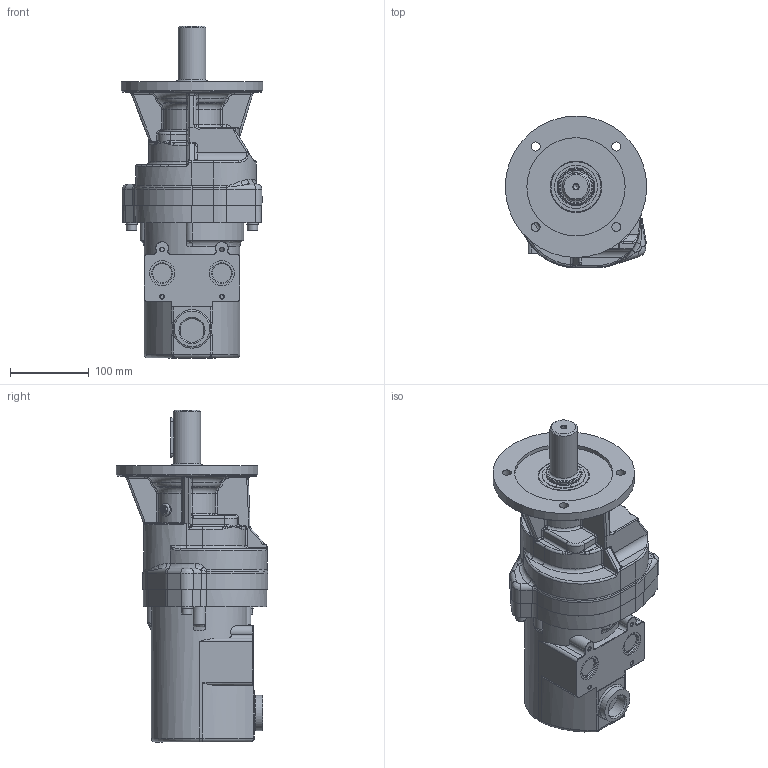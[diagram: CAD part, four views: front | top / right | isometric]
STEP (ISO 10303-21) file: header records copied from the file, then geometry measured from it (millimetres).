
FILE_DESCRIPTION(/* description */ ('MU 400-75 V 6kt'),/* implementation_level */ '2;1');
FILE_NAME(/* name */ 'MU 400-75 V 6kt_29928945.stp',/* time_stamp */ '2024-04-09T11:01:16+02:00',/* author */ ('DSteinicke'),/* organization */ (''),/* preprocessor_version */ 'ST-DEVELOPER v20',/* originating_system */ 'Autodesk Inventor 2024',/* authorisation */ '');
FILE_SCHEMA (('AUTOMOTIVE_DESIGN { 1 0 10303 214 3 1 1 }'));
Length unit declared in the file: millimetre
Products named in the file (1): 29928945
Bounding box: 180 x 193 x 422.5 mm (x, y, z)
Volume: 4976969.1 mm3; surface area: 269596.2 mm2
Topology: 2 solids, 10 shells, 769 faces, 1879 edges, 1140 vertices
Faces by surface type: plane 262, cylinder 257, bspline 135, torus 75, cone 33, sphere 7
Full cylindrical faces by diameter (mm): 2.5 x1, 2.8 x2, 3.9 x1, 4.2 x1, 4.917 x4, 4.99 x1, 5 x2, 6 x1, 6.647 x4, 7.4 x1, 7.9 x1, 8 x3, 9.5 x9, 10 x1, 11.5 x4, 13 x3, 16 x1, 24.117 x2, 30.291 x1, 32 x2, 35 x1, 42.5 x1, 45 x4, 47 x1, 55 x1, 65 x1, 65.6 x1, 125 x1, 180 x1
Entity records: 27723 total; most frequent: CARTESIAN_POINT 9322, ORIENTED_EDGE 3692, DIRECTION 3628, EDGE_CURVE 1846, AXIS2_PLACEMENT_3D 1420, VERTEX_POINT 1140, EDGE_LOOP 830, LINE 788
